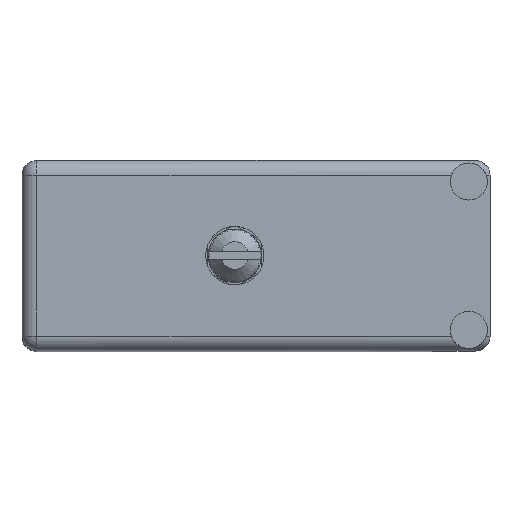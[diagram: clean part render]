
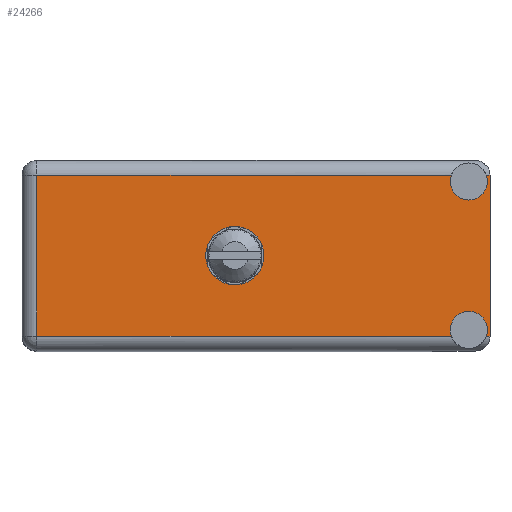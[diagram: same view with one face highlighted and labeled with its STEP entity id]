
A CAD part, top view. The second image highlights one B-rep face of the part: STEP entity #24266.
In plain terms, the highlighted face is planar.
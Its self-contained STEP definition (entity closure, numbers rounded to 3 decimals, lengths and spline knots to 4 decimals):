
#1089 = DIRECTION ( 'NONE',  ( 0., 0., 1. ) ) ;
#2595 = DIRECTION ( 'NONE',  ( 0., 0., 1. ) ) ;
#3029 = CARTESIAN_POINT ( 'NONE',  ( 0.07, 1.566, -0.899 ) ) ;
#3163 = EDGE_CURVE ( 'NONE', #83968, #44691, #92114, .T. ) ;
#4251 = AXIS2_PLACEMENT_3D ( 'NONE', #18743, #99048, #2595 ) ;
#4888 = CARTESIAN_POINT ( 'NONE',  ( 1.004, 1.566, -0.587 ) ) ;
#5014 = ORIENTED_EDGE ( 'NONE', *, *, #89209, .F. ) ;
#8325 = DIRECTION ( 'NONE',  ( 1., 0., 0. ) ) ;
#8515 = CIRCLE ( 'NONE', #15421, 0.1375 ) ;
#9211 = CARTESIAN_POINT ( 'NONE',  ( 2.1904, 1.566, -0.829 ) ) ;
#10327 = CIRCLE ( 'NONE', #97227, 0.0875 ) ;
#12006 = VERTEX_POINT ( 'NONE', #9211 ) ;
#13282 = CIRCLE ( 'NONE', #73475, 0.0875 ) ;
#13673 = EDGE_CURVE ( 'NONE', #16474, #35590, #18370, .T. ) ;
#14512 = PLANE ( 'NONE',  #59311 ) ;
#14878 = CARTESIAN_POINT ( 'NONE',  ( 0., 1.566, -0.899 ) ) ;
#15421 = AXIS2_PLACEMENT_3D ( 'NONE', #49663, #42158, #1089 ) ;
#16331 = DIRECTION ( 'NONE',  ( 0., 0., 1. ) ) ;
#16474 = VERTEX_POINT ( 'NONE', #44694 ) ;
#17501 = ORIENTED_EDGE ( 'NONE', *, *, #95475, .T. ) ;
#18370 = CIRCLE ( 'NONE', #4251, 0.0875 ) ;
#18743 = CARTESIAN_POINT ( 'NONE',  ( 2.108, 1.566, -0.0995 ) ) ;
#18970 = VECTOR ( 'NONE', #66872, 39.3701 ) ;
#19424 = ORIENTED_EDGE ( 'NONE', *, *, #25619, .F. ) ;
#19443 = CARTESIAN_POINT ( 'NONE',  ( 0., 1.566, -0.829 ) ) ;
#20823 = LINE ( 'NONE', #30968, #61212 ) ;
#21351 = DIRECTION ( 'NONE',  ( 0., 0., 1. ) ) ;
#22307 = CARTESIAN_POINT ( 'NONE',  ( 2.0256, 1.566, -0.829 ) ) ;
#22480 = LINE ( 'NONE', #3029, #78025 ) ;
#22932 = DIRECTION ( 'NONE',  ( 0., 0., 1. ) ) ;
#23828 = VECTOR ( 'NONE', #92084, 39.3701 ) ;
#24200 = VERTEX_POINT ( 'NONE', #96209 ) ;
#24266 = ADVANCED_FACE ( 'NONE', ( #42362, #29813 ), #14512, .T. ) ;
#25288 = ORIENTED_EDGE ( 'NONE', *, *, #13673, .F. ) ;
#25619 = EDGE_CURVE ( 'NONE', #75322, #24200, #20823, .T. ) ;
#26706 = AXIS2_PLACEMENT_3D ( 'NONE', #70576, #62476, #79434 ) ;
#29813 = FACE_OUTER_BOUND ( 'NONE', #73583, .T. ) ;
#30968 = CARTESIAN_POINT ( 'NONE',  ( 2.208, 1.566, 0. ) ) ;
#31304 = ORIENTED_EDGE ( 'NONE', *, *, #3163, .T. ) ;
#31687 = CARTESIAN_POINT ( 'NONE',  ( 2.0256, 1.566, -0.07 ) ) ;
#33264 = EDGE_CURVE ( 'NONE', #44691, #58134, #22480, .T. ) ;
#33841 = VERTEX_POINT ( 'NONE', #31687 ) ;
#35590 = VERTEX_POINT ( 'NONE', #41921 ) ;
#40275 = DIRECTION ( 'NONE',  ( 0., 1., 0. ) ) ;
#41607 = ORIENTED_EDGE ( 'NONE', *, *, #78404, .F. ) ;
#41921 = CARTESIAN_POINT ( 'NONE',  ( 2.108, 1.566, -0.187 ) ) ;
#42158 = DIRECTION ( 'NONE',  ( 0., 1., 0. ) ) ;
#42362 = FACE_BOUND ( 'NONE', #84414, .T. ) ;
#43611 = CARTESIAN_POINT ( 'NONE',  ( 1.004, 1.566, -0.312 ) ) ;
#44691 = VERTEX_POINT ( 'NONE', #55490 ) ;
#44694 = CARTESIAN_POINT ( 'NONE',  ( 2.1904, 1.566, -0.07 ) ) ;
#45097 = EDGE_CURVE ( 'NONE', #35590, #33841, #10327, .T. ) ;
#45194 = CARTESIAN_POINT ( 'NONE',  ( 2.208, 1.566, -0.07 ) ) ;
#45868 = CIRCLE ( 'NONE', #26706, 0.1375 ) ;
#47240 = DIRECTION ( 'NONE',  ( 0., 0., 1. ) ) ;
#49663 = CARTESIAN_POINT ( 'NONE',  ( 1.004, 1.566, -0.4495 ) ) ;
#54687 = CARTESIAN_POINT ( 'NONE',  ( 0.07, 1.566, -0.07 ) ) ;
#55490 = CARTESIAN_POINT ( 'NONE',  ( 0.07, 1.566, -0.829 ) ) ;
#56359 = EDGE_CURVE ( 'NONE', #100325, #12006, #13282, .T. ) ;
#56875 = CARTESIAN_POINT ( 'NONE',  ( 2.108, 1.566, -0.7995 ) ) ;
#58134 = VERTEX_POINT ( 'NONE', #54687 ) ;
#59311 = AXIS2_PLACEMENT_3D ( 'NONE', #14878, #71969, #47240 ) ;
#61212 = VECTOR ( 'NONE', #78645, 39.3701 ) ;
#61218 = CARTESIAN_POINT ( 'NONE',  ( 2.108, 1.566, -0.7995 ) ) ;
#62476 = DIRECTION ( 'NONE',  ( 0., 1., 0. ) ) ;
#62891 = CIRCLE ( 'NONE', #92533, 0.0875 ) ;
#63460 = DIRECTION ( 'NONE',  ( 0., 1., 0. ) ) ;
#66239 = EDGE_CURVE ( 'NONE', #75322, #12006, #98205, .T. ) ;
#66872 = DIRECTION ( 'NONE',  ( -1., 0., 0. ) ) ;
#67012 = EDGE_CURVE ( 'NONE', #83968, #100325, #62891, .T. ) ;
#67784 = DIRECTION ( 'NONE',  ( 0., 0., 1. ) ) ;
#69293 = DIRECTION ( 'NONE',  ( 0., 1., 0. ) ) ;
#70576 = CARTESIAN_POINT ( 'NONE',  ( 1.004, 1.566, -0.4495 ) ) ;
#70970 = LINE ( 'NONE', #45194, #89881 ) ;
#71969 = DIRECTION ( 'NONE',  ( 0., 1., 0. ) ) ;
#73475 = AXIS2_PLACEMENT_3D ( 'NONE', #56875, #40275, #16331 ) ;
#73495 = ORIENTED_EDGE ( 'NONE', *, *, #67012, .F. ) ;
#73583 = EDGE_LOOP ( 'NONE', ( #17501, #92874, #25288, #74801, #19424, #91641, #85043, #73495, #31304, #97608 ) ) ;
#74411 = CARTESIAN_POINT ( 'NONE',  ( 2.208, 1.566, -0.829 ) ) ;
#74801 = ORIENTED_EDGE ( 'NONE', *, *, #82378, .T. ) ;
#74950 = LINE ( 'NONE', #96065, #93875 ) ;
#75273 = CARTESIAN_POINT ( 'NONE',  ( 2.108, 1.566, -0.712 ) ) ;
#75322 = VERTEX_POINT ( 'NONE', #74411 ) ;
#75700 = CARTESIAN_POINT ( 'NONE',  ( 0., 1.566, -0.829 ) ) ;
#78025 = VECTOR ( 'NONE', #67784, 39.3701 ) ;
#78404 = EDGE_CURVE ( 'NONE', #89576, #97567, #8515, .T. ) ;
#78645 = DIRECTION ( 'NONE',  ( 0., 0., 1. ) ) ;
#79434 = DIRECTION ( 'NONE',  ( 0., 0., 1. ) ) ;
#82378 = EDGE_CURVE ( 'NONE', #16474, #24200, #70970, .T. ) ;
#83968 = VERTEX_POINT ( 'NONE', #22307 ) ;
#84406 = DIRECTION ( 'NONE',  ( 1., 0., 0. ) ) ;
#84414 = EDGE_LOOP ( 'NONE', ( #41607, #5014 ) ) ;
#85043 = ORIENTED_EDGE ( 'NONE', *, *, #56359, .F. ) ;
#88153 = CARTESIAN_POINT ( 'NONE',  ( 2.108, 1.566, -0.0995 ) ) ;
#89209 = EDGE_CURVE ( 'NONE', #97567, #89576, #45868, .T. ) ;
#89576 = VERTEX_POINT ( 'NONE', #43611 ) ;
#89881 = VECTOR ( 'NONE', #84406, 39.3701 ) ;
#91641 = ORIENTED_EDGE ( 'NONE', *, *, #66239, .T. ) ;
#92084 = DIRECTION ( 'NONE',  ( -1., 0., 0. ) ) ;
#92114 = LINE ( 'NONE', #75700, #18970 ) ;
#92533 = AXIS2_PLACEMENT_3D ( 'NONE', #61218, #69293, #21351 ) ;
#92874 = ORIENTED_EDGE ( 'NONE', *, *, #45097, .F. ) ;
#93875 = VECTOR ( 'NONE', #8325, 39.3701 ) ;
#95475 = EDGE_CURVE ( 'NONE', #58134, #33841, #74950, .T. ) ;
#96065 = CARTESIAN_POINT ( 'NONE',  ( 2.208, 1.566, -0.07 ) ) ;
#96209 = CARTESIAN_POINT ( 'NONE',  ( 2.208, 1.566, -0.07 ) ) ;
#97227 = AXIS2_PLACEMENT_3D ( 'NONE', #88153, #63460, #22932 ) ;
#97567 = VERTEX_POINT ( 'NONE', #4888 ) ;
#97608 = ORIENTED_EDGE ( 'NONE', *, *, #33264, .T. ) ;
#98205 = LINE ( 'NONE', #19443, #23828 ) ;
#99048 = DIRECTION ( 'NONE',  ( 0., 1., 0. ) ) ;
#100325 = VERTEX_POINT ( 'NONE', #75273 ) ;
